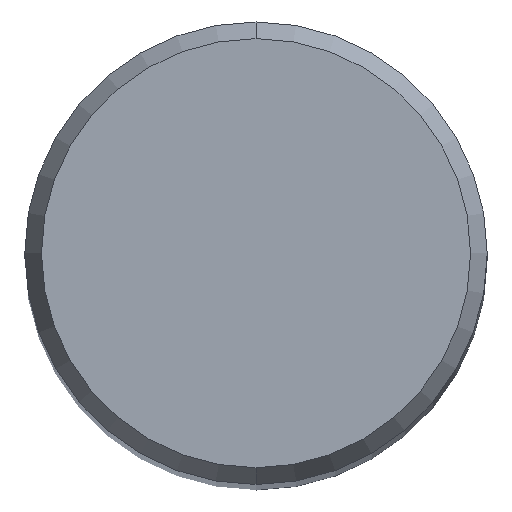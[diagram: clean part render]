
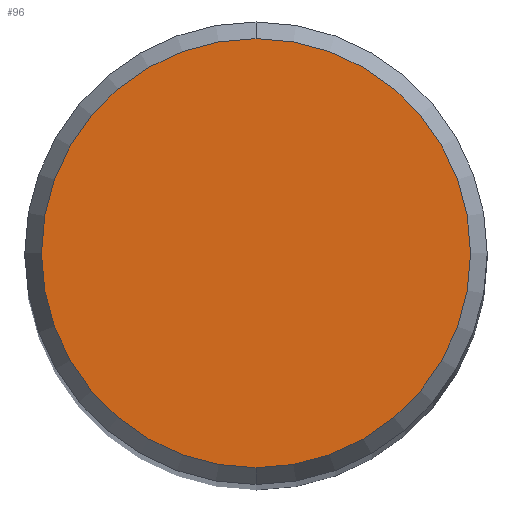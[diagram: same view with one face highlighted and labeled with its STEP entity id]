
A CAD part, top view. The second image highlights one B-rep face of the part: STEP entity #96.
In plain terms, the highlighted planar face has unit normal (0, 0, 1).
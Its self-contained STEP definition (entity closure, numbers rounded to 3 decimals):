
#96=ADVANCED_FACE('',(#233),#234,.T.);
#112=EDGE_CURVE('',#124,#182,#252,.T.);
#124=VERTEX_POINT('',#267);
#148=EDGE_CURVE('',#182,#124,#295,.T.);
#182=VERTEX_POINT('',#334);
#233=FACE_OUTER_BOUND('',#378,.T.);
#234=PLANE('',#379);
#252=CIRCLE('',#406,2.946);
#267=CARTESIAN_POINT('',(0.,-2.946,0.01));
#295=CIRCLE('',#457,2.946);
#334=CARTESIAN_POINT('',(0.0,2.946,0.01));
#378=EDGE_LOOP('',(#543,#544));
#379=AXIS2_PLACEMENT_3D('',#545,#546,#547);
#406=AXIS2_PLACEMENT_3D('',#571,#572,#573);
#457=AXIS2_PLACEMENT_3D('',#630,#631,#632);
#543=ORIENTED_EDGE('',*,*,#148,.F.);
#544=ORIENTED_EDGE('',*,*,#112,.F.);
#545=CARTESIAN_POINT('',(0.0,1.473,0.01));
#546=DIRECTION('',(-0.0,0.0,1.0));
#547=DIRECTION('',(0.0,-1.0,0.0));
#571=CARTESIAN_POINT('',(0.0,0.0,0.01));
#572=DIRECTION('',(0.0,0.0,-1.0));
#573=DIRECTION('',(0.0,1.0,0.0));
#630=CARTESIAN_POINT('',(0.0,0.0,0.01));
#631=DIRECTION('',(0.0,0.0,-1.0));
#632=DIRECTION('',(0.0,1.0,0.0));
